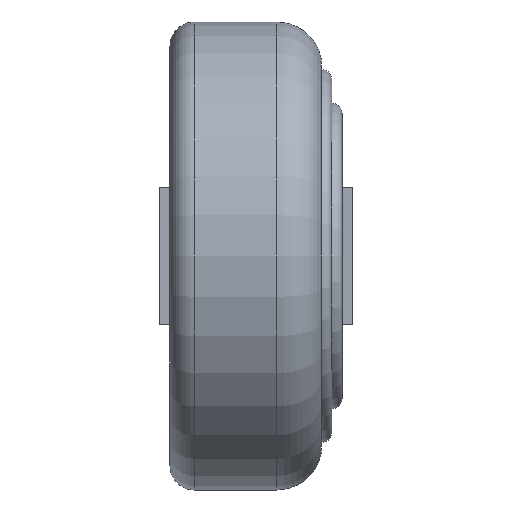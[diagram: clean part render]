
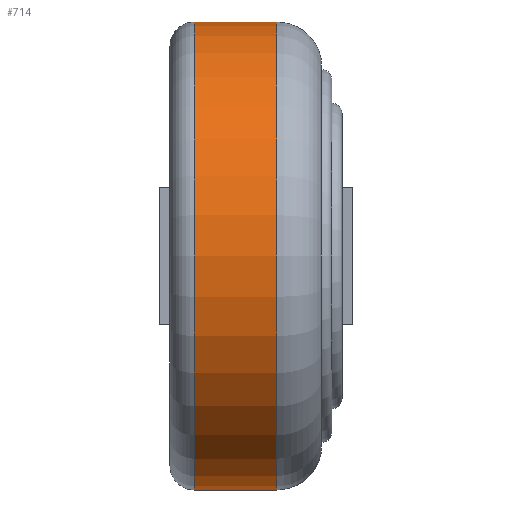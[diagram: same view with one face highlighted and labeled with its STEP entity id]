
A CAD part, left-side view. The second image highlights one B-rep face of the part: STEP entity #714.
In plain terms, the highlighted cylindrical face has radius 3.4 mm (diameter 6.8 mm), a partial arc.
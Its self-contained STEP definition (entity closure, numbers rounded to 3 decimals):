
#24 = VERTEX_POINT ( 'NONE', #40 ) ;
#40 = CARTESIAN_POINT ( 'NONE',  ( 3.4, 2.3, 0. ) ) ;
#74 = LINE ( 'NONE', #378, #756 ) ;
#83 = DIRECTION ( 'NONE',  ( 0., 1., 0. ) ) ;
#121 = AXIS2_PLACEMENT_3D ( 'NONE', #584, #83, #185 ) ;
#157 = EDGE_CURVE ( 'NONE', #1093, #733, #510, .T. ) ;
#185 = DIRECTION ( 'NONE',  ( -1., 0., 0. ) ) ;
#226 = CIRCLE ( 'NONE', #121, 3.4 ) ;
#292 = CIRCLE ( 'NONE', #1009, 3.4 ) ;
#299 = AXIS2_PLACEMENT_3D ( 'NONE', #506, #307, #784 ) ;
#307 = DIRECTION ( 'NONE',  ( 0., 1., 0. ) ) ;
#378 = CARTESIAN_POINT ( 'NONE',  ( 3.4, 2.65, 0. ) ) ;
#413 = ORIENTED_EDGE ( 'NONE', *, *, #1155, .T. ) ;
#422 = CYLINDRICAL_SURFACE ( 'NONE', #299, 3.4 ) ;
#446 = DIRECTION ( 'NONE',  ( 0., 1., 0. ) ) ;
#506 = CARTESIAN_POINT ( 'NONE',  ( 0., 2.65, 0. ) ) ;
#510 = LINE ( 'NONE', #1193, #1143 ) ;
#542 = EDGE_CURVE ( 'NONE', #733, #24, #292, .T. ) ;
#584 = CARTESIAN_POINT ( 'NONE',  ( 0., 1.1, 0. ) ) ;
#669 = ORIENTED_EDGE ( 'NONE', *, *, #1045, .T. ) ;
#714 = ADVANCED_FACE ( 'NONE', ( #775 ), #422, .T. ) ;
#733 = VERTEX_POINT ( 'NONE', #1094 ) ;
#756 = VECTOR ( 'NONE', #842, 1000. ) ;
#775 = FACE_OUTER_BOUND ( 'NONE', #786, .T. ) ;
#784 = DIRECTION ( 'NONE',  ( -1., 0., 0. ) ) ;
#786 = EDGE_LOOP ( 'NONE', ( #413, #669, #892, #925 ) ) ;
#788 = DIRECTION ( 'NONE',  ( 0., 1., 0. ) ) ;
#829 = DIRECTION ( 'NONE',  ( -1., 0., 0. ) ) ;
#836 = CARTESIAN_POINT ( 'NONE',  ( 0., 2.3, 0. ) ) ;
#842 = DIRECTION ( 'NONE',  ( 0., 1., 0. ) ) ;
#892 = ORIENTED_EDGE ( 'NONE', *, *, #542, .F. ) ;
#925 = ORIENTED_EDGE ( 'NONE', *, *, #157, .F. ) ;
#965 = CARTESIAN_POINT ( 'NONE',  ( -3.4, 1.1, 0. ) ) ;
#978 = VERTEX_POINT ( 'NONE', #1140 ) ;
#1009 = AXIS2_PLACEMENT_3D ( 'NONE', #836, #446, #829 ) ;
#1045 = EDGE_CURVE ( 'NONE', #978, #24, #74, .T. ) ;
#1093 = VERTEX_POINT ( 'NONE', #965 ) ;
#1094 = CARTESIAN_POINT ( 'NONE',  ( -3.4, 2.3, 0. ) ) ;
#1140 = CARTESIAN_POINT ( 'NONE',  ( 3.4, 1.1, 0. ) ) ;
#1143 = VECTOR ( 'NONE', #788, 1000. ) ;
#1155 = EDGE_CURVE ( 'NONE', #1093, #978, #226, .T. ) ;
#1193 = CARTESIAN_POINT ( 'NONE',  ( -3.4, 2.65, 0. ) ) ;
